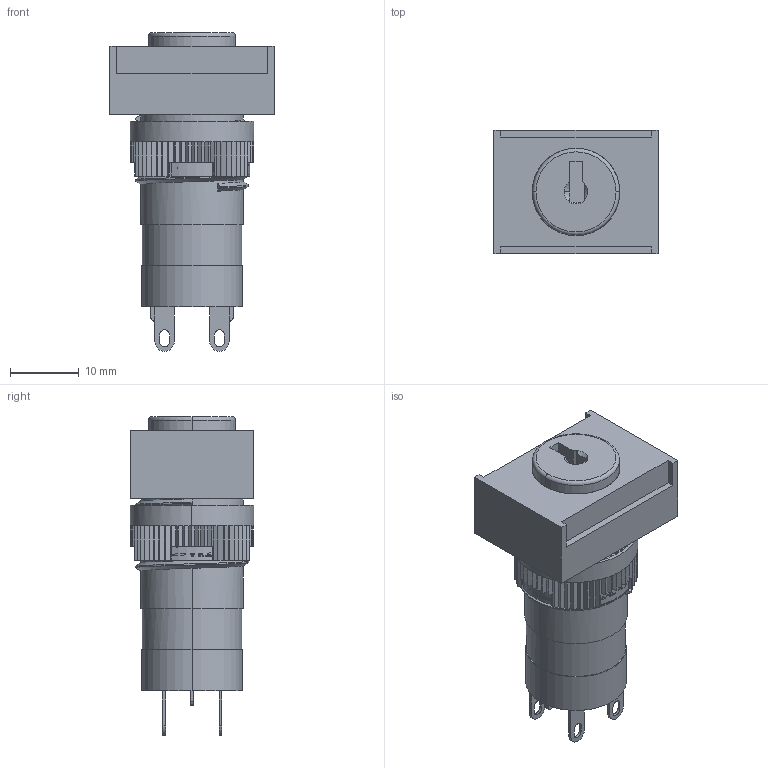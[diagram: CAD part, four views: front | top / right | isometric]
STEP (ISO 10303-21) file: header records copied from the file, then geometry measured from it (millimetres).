
FILE_DESCRIPTION (( 'STEP AP214' ), '1' );
FILE_NAME ('Key Switch ADP16K4-ATO-1A.STEP', '2019-08-06T13:12:47', ( '' ), ( '' ), 'SwSTEP 2.0', 'SolidWorks 2017', '' );
FILE_SCHEMA (( 'AUTOMOTIVE_DESIGN' ));
Length unit declared in the file: millimetre
Products named in the file (5): KeySwitch16_Part4; KeySwitch16_Part3; KeySwitch16_Part2; KeySwitch16_Part1; Key Switch ADP16K4-ATO-1A
Assembly tree (4 placements, depth 2):
  Key Switch ADP16K4-ATO-1A
    KeySwitch16_Part1
    KeySwitch16_Part2
    KeySwitch16_Part3
    KeySwitch16_Part4
Bounding box: 24 x 18 x 46.5 mm (x, y, z)
Volume: 6580.5 mm3; surface area: 8574 mm2
Topology: 4 solids, 4 shells, 576 faces, 1621 edges, 1071 vertices
Faces by surface type: plane 405, cylinder 138, bspline 27, cone 4, torus 2
Entity records: 26438 total; most frequent: CARTESIAN_POINT 9936, ORIENTED_EDGE 3242, DIRECTION 2952, EDGE_CURVE 1621, LINE 1168, VECTOR 1168, VERTEX_POINT 1071, AXIS2_PLACEMENT_3D 892
